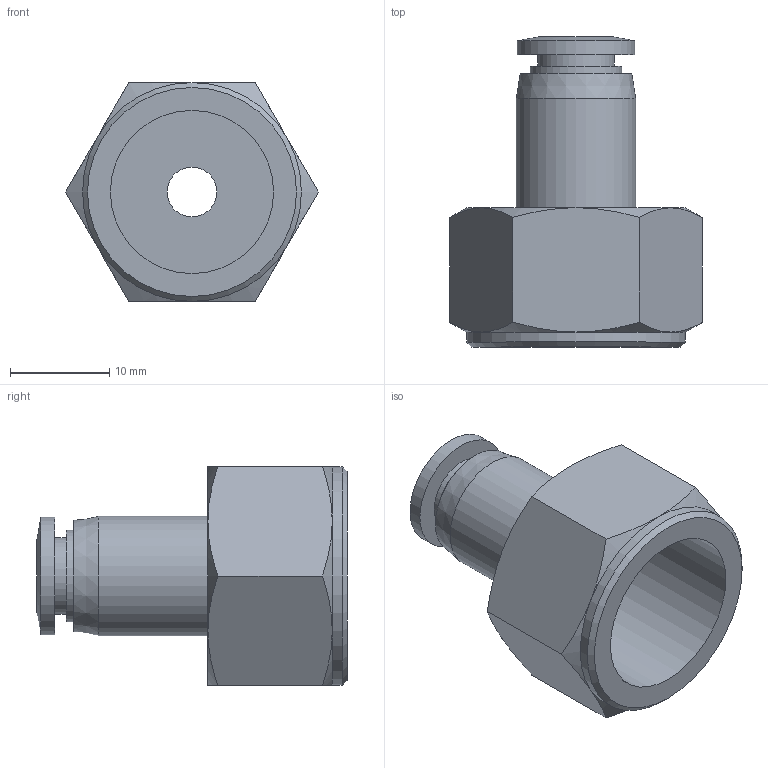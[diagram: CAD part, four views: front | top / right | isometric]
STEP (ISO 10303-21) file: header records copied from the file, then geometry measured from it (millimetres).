
FILE_DESCRIPTION((''),'2;1');
FILE_NAME('CDC Products 3D Ass''PCF06-G03.stp','2010-05-04T11:21:52',('Microsoft'),(''),'Autodesk Inventor 2008','Autodesk Inventor 2008','');
FILE_SCHEMA(('AUTOMOTIVE_DESIGN { 1 0 10303 214 1 1 1 1 }'));
Length unit declared in the file: millimetre
Products named in the file (1): PCF06-G03
Bounding box: 25.4 x 31.2 x 22 mm (x, y, z)
Volume: 4470.6 mm3; surface area: 3500.2 mm2
Topology: 1 solids, 1 shells, 38 faces, 74 edges, 44 vertices
Faces by surface type: cone 15, plane 14, cylinder 8, torus 1
Full cylindrical faces by diameter (mm): 5 x1, 6.3 x1, 7.7 x1, 9.2 x1, 11.8 x1, 12 x1, 16.4 x1, 22 x1
Entity records: 898 total; most frequent: CARTESIAN_POINT 191, DIRECTION 146, ORIENTED_EDGE 122, AXIS2_PLACEMENT_3D 70, EDGE_CURVE 61, EDGE_LOOP 58, VERTEX_POINT 43, FACE_OUTER_BOUND 38
